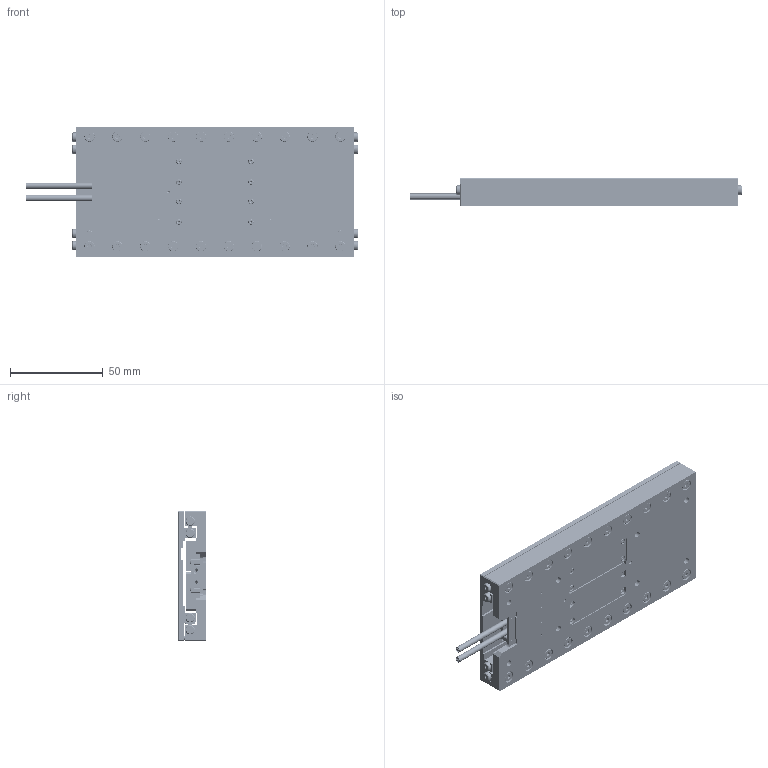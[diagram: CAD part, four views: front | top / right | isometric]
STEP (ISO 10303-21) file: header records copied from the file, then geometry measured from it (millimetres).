
FILE_DESCRIPTION (( 'STEP AP214' ), '1' );
FILE_NAME ('PPS-70-X4XXX.STEP', '2025-01-15T22:39:32', ( '' ), ( '' ), 'SwSTEP 2.0', 'SolidWorks 2023', '' );
FILE_SCHEMA (( 'AUTOMOTIVE_DESIGN' ));
Length unit declared in the file: millimetre
Products named in the file (15): Cage, Slide Way, NB, SV2000_SV 2150-26Z ; Cooner Black Cable_L40; Screw, SHCS-L, M-DIN_M3 x 0.5 x 08mm; Set Screw, Cup-H, E-ASME_E1-72 x 1''8; PPS-70,  Base_Master Part_L150; 431897 Double Piezo Motor Bracket, Std PPS-70_DEMO; PPS-70, Cable Exit Clamp_DEMO; PPS-70, Carriage_Master Part_150; SCREW, MS-PPH, M-JCIS_M2 x 0.4 x 3mm; PPS-70-X4XXX; SCREW, MS-PPH, M-JCIS_M1.6 x 0.35 x 6mm; 130325 Bearing, Slide Way, NB, SV2000_SV 2150 ; Screw, SHCS-L, M-DIN_M3 x 0.5 x 06mm; SCREW, MS-PPH, M-JCIS_M2 x 0.4 x 4mm; 431680 PPS-50, Base Cavity Cover_DEMO
Assembly tree (74 placements, depth 2):
  PPS-70-X4XXX
    PPS-70,  Base_Master Part_L150
    PPS-70, Carriage_Master Part_150
    130325 Bearing, Slide Way, NB, SV2000_SV 2150   x4
    Cage, Slide Way, NB, SV2000_SV 2150-26Z   x2
    SCREW, MS-PPH, M-JCIS_M2 x 0.4 x 4mm  x5
    Screw, SHCS-L, M-DIN_M3 x 0.5 x 06mm  x20
    Screw, SHCS-L, M-DIN_M3 x 0.5 x 08mm  x20
    Set Screw, Cup-H, E-ASME_E1-72 x 1''8  x10
    431897 Double Piezo Motor Bracket, Std PPS-70_DEMO
    SCREW, MS-PPH, M-JCIS_M2 x 0.4 x 3mm  x4
    431680 PPS-50, Base Cavity Cover_DEMO
    Cooner Black Cable_L40  x2
    PPS-70, Cable Exit Clamp_DEMO
    SCREW, MS-PPH, M-JCIS_M1.6 x 0.35 x 6mm  x2
Bounding box: 178.7 x 15 x 70 mm (x, y, z)
Volume: 107022.3 mm3; surface area: 87286.2 mm2
Topology: 100 solids, 100 shells, 3645 faces, 8464 edges, 5132 vertices
Faces by surface type: plane 1329, cylinder 1218, cone 664, torus 386, bspline 48
Entity records: 82900 total; most frequent: CARTESIAN_POINT 52028, DIRECTION 6577, ORIENTED_EDGE 6020, EDGE_CURVE 3010, AXIS2_PLACEMENT_3D 2482, VERTEX_POINT 1955, LINE 1613, VECTOR 1613
